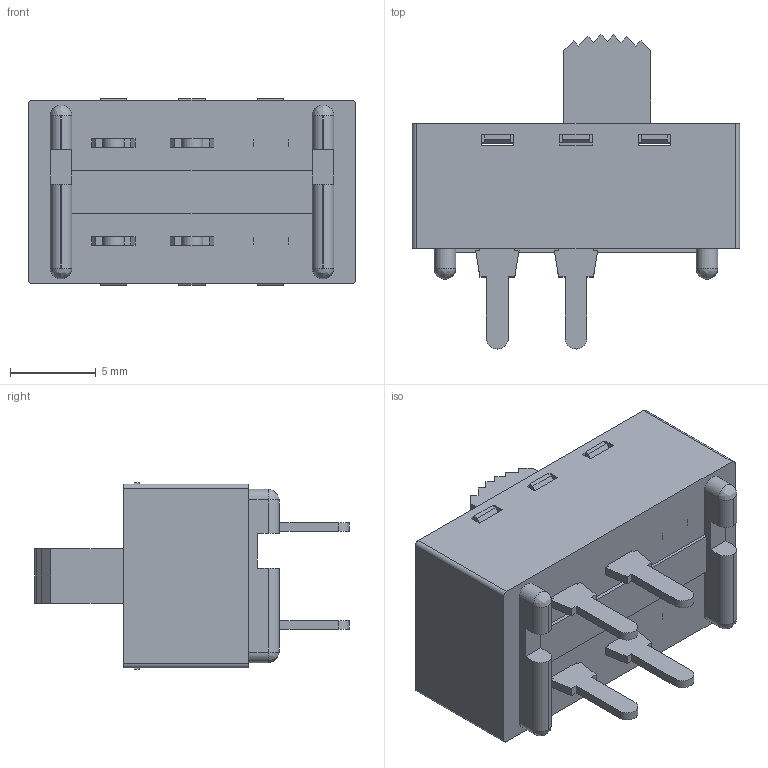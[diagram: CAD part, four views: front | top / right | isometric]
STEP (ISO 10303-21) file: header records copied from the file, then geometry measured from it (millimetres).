
FILE_DESCRIPTION(/* description */ ('STEP AP214'),/* implementation_level */ '2;1');
FILE_NAME(/* name */ 'L201011MS02Q',/* time_stamp */ '2023-11-26T15:20:51+01:00',/* author */ ('License CC BY-ND 4.0'),/* organization */ ('CADENAS'),/* preprocessor_version */ 'ST-DEVELOPER v19.3',/* originating_system */ 'PARTsolutions',/* authorisation */ ' ');
FILE_SCHEMA (('AUTOMOTIVE_DESIGN {1 0 10303 214 3 1 1}'));
Length unit declared in the file: millimetre
Products named in the file (2): L201011MS02Q; L201011MS02Q_PART1
Assembly tree (1 placements, depth 2):
  L201011MS02Q
    L201011MS02Q_PART1
Bounding box: 19.13 x 18.36 x 10.9 mm (x, y, z)
Volume: 779.2 mm3; surface area: 1931.8 mm2
Topology: 2 solids, 2 shells, 348 faces, 1036 edges, 674 vertices
Faces by surface type: plane 307, cylinder 37, bspline 4
Entity records: 11656 total; most frequent: CARTESIAN_POINT 2168, ORIENTED_EDGE 2072, DIRECTION 1806, EDGE_CURVE 1036, LINE 958, VECTOR 958, VERTEX_POINT 674, AXIS2_PLACEMENT_3D 424
